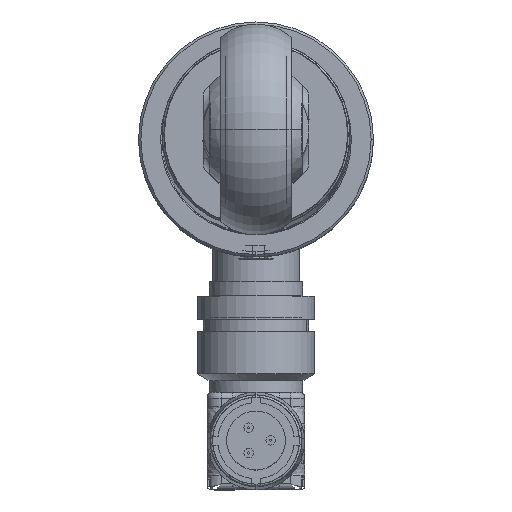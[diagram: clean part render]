
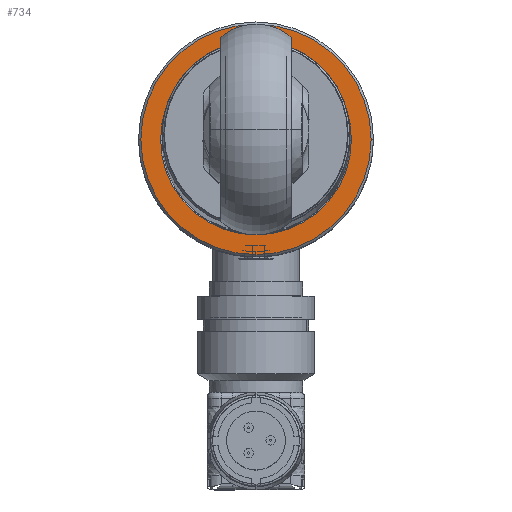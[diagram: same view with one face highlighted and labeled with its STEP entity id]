
A CAD part, top view. The second image highlights one B-rep face of the part: STEP entity #734.
In plain terms, the highlighted planar face has unit normal (0, 0, 1).
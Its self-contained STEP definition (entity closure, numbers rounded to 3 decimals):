
#170 = VERTEX_POINT ( 'NONE', #10382 ) ;
#177 = VERTEX_POINT ( 'NONE', #10398 ) ;
#267 = EDGE_CURVE ( 'NONE', #177, #170, #10707, .T. ) ;
#592 = EDGE_LOOP ( 'NONE', ( #730, #724 ) ) ;
#628 = ORIENTED_EDGE ( 'NONE', *, *, #727, .T. ) ;
#698 = EDGE_LOOP ( 'NONE', ( #628, #732 ) ) ;
#724 = ORIENTED_EDGE ( 'NONE', *, *, #729, .F. ) ;
#727 = EDGE_CURVE ( 'NONE', #170, #177, #2659, .T. ) ;
#728 = VERTEX_POINT ( 'NONE', #2652 ) ;
#729 = EDGE_CURVE ( 'NONE', #728, #733, #2169, .T. ) ;
#730 = ORIENTED_EDGE ( 'NONE', *, *, #731, .F. ) ;
#731 = EDGE_CURVE ( 'NONE', #733, #728, #2657, .T. ) ;
#732 = ORIENTED_EDGE ( 'NONE', *, *, #267, .T. ) ;
#733 = VERTEX_POINT ( 'NONE', #2689 ) ;
#734 = ADVANCED_FACE ( 'NONE', ( #2688, #2686 ), #2682, .T. ) ;
#2169 = CIRCLE ( 'NONE', #2190, 8.125 ) ;
#2190 = AXIS2_PLACEMENT_3D ( 'NONE', #2435, #2446, #2447 ) ;
#2203 = DIRECTION ( 'NONE',  ( 0., 0., 1. ) ) ;
#2204 = CARTESIAN_POINT ( 'NONE',  ( 0., 0., -242.2 ) ) ;
#2434 = DIRECTION ( 'NONE',  ( -1., 0., 0. ) ) ;
#2435 = CARTESIAN_POINT ( 'NONE',  ( 0., 0., -242.2 ) ) ;
#2446 = DIRECTION ( 'NONE',  ( 0., 0., 1. ) ) ;
#2447 = DIRECTION ( 'NONE',  ( -1., 0., 0. ) ) ;
#2644 = DIRECTION ( 'NONE',  ( -1., 0., 0. ) ) ;
#2645 = DIRECTION ( 'NONE',  ( 0., 0., 1. ) ) ;
#2647 = AXIS2_PLACEMENT_3D ( 'NONE', #2204, #2203, #2434 ) ;
#2651 = CARTESIAN_POINT ( 'NONE',  ( 0., 0., -242.2 ) ) ;
#2652 = CARTESIAN_POINT ( 'NONE',  ( 8.125, 0., -242.2 ) ) ;
#2654 = AXIS2_PLACEMENT_3D ( 'NONE', #2651, #2645, #2644 ) ;
#2657 = CIRCLE ( 'NONE', #2647, 8.125 ) ;
#2659 = CIRCLE ( 'NONE', #2654, 9.8 ) ;
#2682 = PLANE ( 'NONE',  #2695 ) ;
#2686 = FACE_BOUND ( 'NONE', #592, .T. ) ;
#2688 = FACE_OUTER_BOUND ( 'NONE', #698, .T. ) ;
#2689 = CARTESIAN_POINT ( 'NONE',  ( -8.125, 0., -242.2 ) ) ;
#2695 = AXIS2_PLACEMENT_3D ( 'NONE', #2721, #2720, #2719 ) ;
#2719 = DIRECTION ( 'NONE',  ( -1., 0., 0. ) ) ;
#2720 = DIRECTION ( 'NONE',  ( 0., 0., 1. ) ) ;
#2721 = CARTESIAN_POINT ( 'NONE',  ( 0., 0., -242.2 ) ) ;
#10223 = DIRECTION ( 'NONE',  ( -1., 0., 0. ) ) ;
#10229 = CARTESIAN_POINT ( 'NONE',  ( 0., 0., -242.2 ) ) ;
#10230 = AXIS2_PLACEMENT_3D ( 'NONE', #10229, #10250, #10223 ) ;
#10250 = DIRECTION ( 'NONE',  ( 0., 0., 1. ) ) ;
#10382 = CARTESIAN_POINT ( 'NONE',  ( 9.8, 0., -242.2 ) ) ;
#10398 = CARTESIAN_POINT ( 'NONE',  ( -9.8, 0., -242.2 ) ) ;
#10707 = CIRCLE ( 'NONE', #10230, 9.8 ) ;
